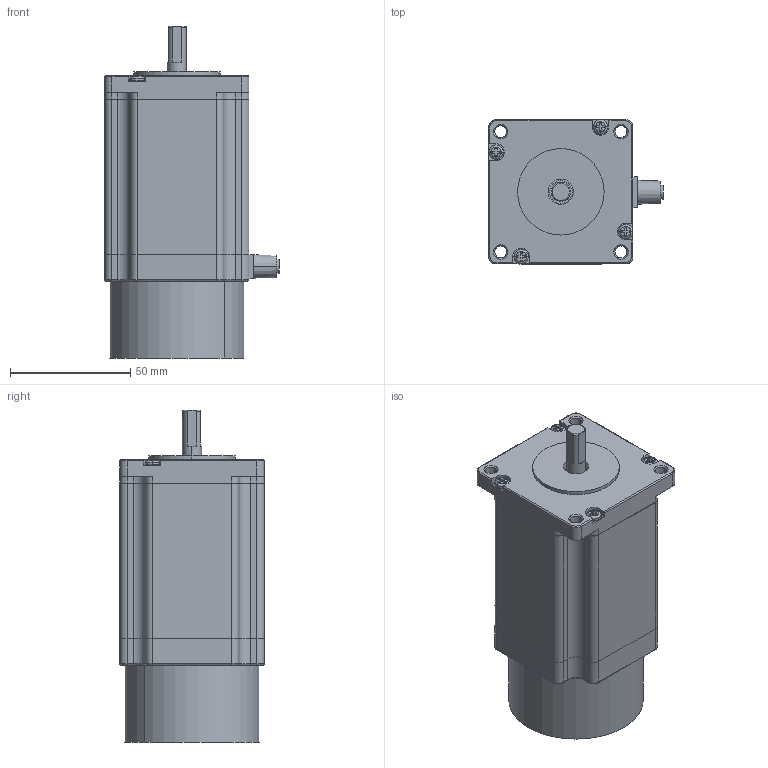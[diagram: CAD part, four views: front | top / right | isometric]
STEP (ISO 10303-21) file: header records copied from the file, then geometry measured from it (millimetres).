
FILE_DESCRIPTION((''),'2;1');
FILE_NAME('MT24HE35040B4F1_ASM','2017-04-18T',('Matteo Maccalli'),(''),'PRO/ENGINEER BY PARAMETRIC TECHNOLOGY CORPORATION, 2006320','PRO/ENGINEER BY PARAMETRIC TECHNOLOGY CORPORATION, 2006320','');
FILE_SCHEMA(('AUTOMOTIVE_DESIGN_CC2 { 1 2 10303 214 -1 1 5 2 }'));
Length unit declared in the file: millimetre
Products named in the file (8): MT24HE_FRONT_FLANGE_H3_FORO5_50; MT24HE35_STATOR_STACK; MT24HE_REAR_FLANGE_NO_HOLES; MT24HE_FRONT_SHAFT_D8_H20E6_2S; TCC_M3X20; USCITACAVO_COPERTA; BRAKE_MT24HE; MT24HE35040B4F1_ASM
Assembly tree (10 placements, depth 2):
  MT24HE35040B4F1_ASM
    MT24HE_FRONT_FLANGE_H3_FORO5_50
    MT24HE35_STATOR_STACK
    MT24HE_REAR_FLANGE_NO_HOLES
    MT24HE_FRONT_SHAFT_D8_H20E6_2S
    TCC_M3X20  x4
    USCITACAVO_COPERTA
    BRAKE_MT24HE
Bounding box: 72.6 x 60 x 138.1 mm (x, y, z)
Volume: 247422.3 mm3; surface area: 70005.7 mm2
Topology: 11 solids, 15 shells, 450 faces, 1142 edges, 728 vertices
Faces by surface type: plane 210, cylinder 168, torus 34, cone 30, sphere 8
Entity records: 14476 total; most frequent: DIRECTION 2118, CARTESIAN_POINT 2004, ORIENTED_EDGE 1884, EDGE_CURVE 950, PRESENTATION_STYLE_ASSIGNMENT 912, STYLED_ITEM 898, CURVE_STYLE 886, AXIS2_PLACEMENT_3D 783
